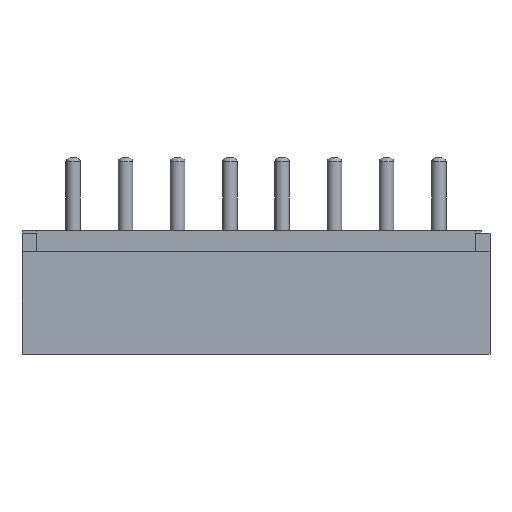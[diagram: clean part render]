
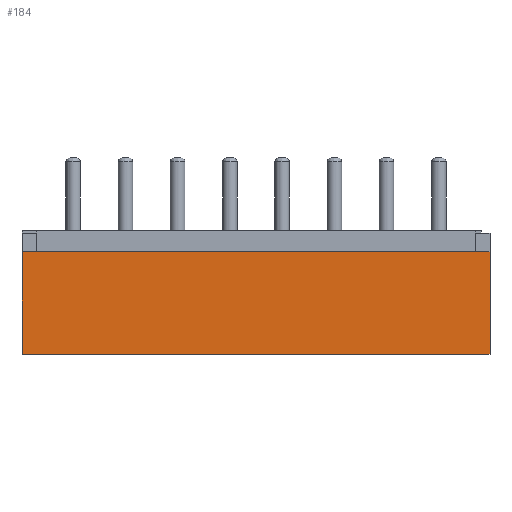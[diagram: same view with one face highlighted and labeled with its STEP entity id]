
A CAD part, front view. The second image highlights one B-rep face of the part: STEP entity #184.
In plain terms, the highlighted planar face has unit normal (0, -1, 0).
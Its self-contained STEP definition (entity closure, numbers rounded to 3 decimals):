
#184=ADVANCED_FACE('',(#368),#288,.F.);
#288=PLANE('',#1769);
#368=FACE_OUTER_BOUND('',#446,.T.);
#446=EDGE_LOOP('',(#721,#722,#723,#724));
#721=ORIENTED_EDGE('',*,*,#1255,.F.);
#722=ORIENTED_EDGE('',*,*,#1294,.T.);
#723=ORIENTED_EDGE('',*,*,#1265,.T.);
#724=ORIENTED_EDGE('',*,*,#1295,.T.);
#1088=VERTEX_POINT('',#2516);
#1089=VERTEX_POINT('',#2518);
#1097=VERTEX_POINT('',#2537);
#1098=VERTEX_POINT('',#2539);
#1255=EDGE_CURVE('',#1088,#1089,#1475,.T.);
#1265=EDGE_CURVE('',#1098,#1097,#1485,.T.);
#1294=EDGE_CURVE('',#1088,#1098,#1514,.T.);
#1295=EDGE_CURVE('',#1097,#1089,#1515,.T.);
#1475=LINE('',#2517,#1655);
#1485=LINE('',#2538,#1665);
#1514=LINE('',#2590,#1694);
#1515=LINE('',#2591,#1695);
#1655=VECTOR('',#1996,1.);
#1665=VECTOR('',#2010,1.);
#1694=VECTOR('',#2053,1.);
#1695=VECTOR('',#2054,1.);
#1769=AXIS2_PLACEMENT_3D('',#2592,#2055,#2056);
#1996=DIRECTION('',(0.,0.,-1.));
#2010=DIRECTION('',(0.,0.,-1.));
#2053=DIRECTION('',(-1.,0.,0.));
#2054=DIRECTION('',(1.,0.,0.));
#2055=DIRECTION('',(0.,1.,0.));
#2056=DIRECTION('',(-1.,0.,0.));
#2516=CARTESIAN_POINT('',(19.95,-3.1,8.1));
#2517=CARTESIAN_POINT('',(19.95,-3.1,9.1));
#2518=CARTESIAN_POINT('',(19.95,-3.1,3.2));
#2537=CARTESIAN_POINT('',(-2.45,-3.1,3.2));
#2538=CARTESIAN_POINT('',(-2.45,-3.1,9.1));
#2539=CARTESIAN_POINT('',(-2.45,-3.1,8.1));
#2590=CARTESIAN_POINT('',(219.31,-3.1,8.1));
#2591=CARTESIAN_POINT('',(-2.45,-3.1,3.2));
#2592=CARTESIAN_POINT('',(-2.45,-3.1,9.1));
